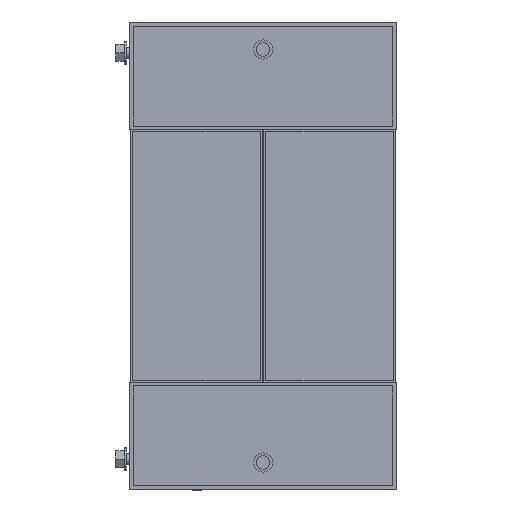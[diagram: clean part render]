
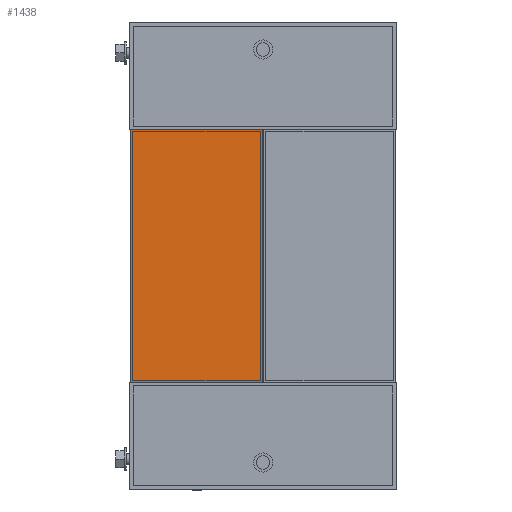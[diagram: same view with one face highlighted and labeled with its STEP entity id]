
A CAD part, left-side view. The second image highlights one B-rep face of the part: STEP entity #1438.
In plain terms, the highlighted planar face has unit normal (-1, 0, 0).
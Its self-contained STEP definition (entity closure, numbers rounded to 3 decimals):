
#338 = LINE ( 'NONE', #10112, #12806 ) ;
#505 = LINE ( 'NONE', #14121, #15803 ) ;
#538 = ORIENTED_EDGE ( 'NONE', *, *, #8216, .T. ) ;
#1438 = ADVANCED_FACE ( 'NONE', ( #17924 ), #5052, .T. ) ;
#1694 = CARTESIAN_POINT ( 'NONE',  ( 0., -99.5, 105. ) ) ;
#2170 = EDGE_CURVE ( 'NONE', #3597, #14102, #338, .T. ) ;
#2229 = ORIENTED_EDGE ( 'NONE', *, *, #15702, .T. ) ;
#2440 = DIRECTION ( 'NONE',  ( 0., 1., 0. ) ) ;
#3563 = VECTOR ( 'NONE', #2440, 1000. ) ;
#3597 = VERTEX_POINT ( 'NONE', #5724 ) ;
#3604 = DIRECTION ( 'NONE',  ( 0., 0., 1. ) ) ;
#5052 = PLANE ( 'NONE',  #10674 ) ;
#5140 = DIRECTION ( 'NONE',  ( 0., 0., 1. ) ) ;
#5469 = VECTOR ( 'NONE', #3604, 1000. ) ;
#5724 = CARTESIAN_POINT ( 'NONE',  ( 0., -0.5, 105. ) ) ;
#5951 = EDGE_LOOP ( 'NONE', ( #7511, #538, #15734, #2229 ) ) ;
#6077 = DIRECTION ( 'NONE',  ( 0., 0., -1. ) ) ;
#6339 = LINE ( 'NONE', #10525, #5469 ) ;
#7511 = ORIENTED_EDGE ( 'NONE', *, *, #17997, .T. ) ;
#7879 = CARTESIAN_POINT ( 'NONE',  ( 0., -0.5, 295. ) ) ;
#8216 = EDGE_CURVE ( 'NONE', #8300, #3597, #505, .T. ) ;
#8300 = VERTEX_POINT ( 'NONE', #7879 ) ;
#10112 = CARTESIAN_POINT ( 'NONE',  ( 0., -99.5, 105. ) ) ;
#10525 = CARTESIAN_POINT ( 'NONE',  ( 0., -99.5, 295. ) ) ;
#10674 = AXIS2_PLACEMENT_3D ( 'NONE', #16192, #16367, #5140 ) ;
#12806 = VECTOR ( 'NONE', #15688, 1000. ) ;
#13070 = VERTEX_POINT ( 'NONE', #14714 ) ;
#13377 = LINE ( 'NONE', #15225, #3563 ) ;
#14102 = VERTEX_POINT ( 'NONE', #1694 ) ;
#14121 = CARTESIAN_POINT ( 'NONE',  ( 0., -0.5, 295. ) ) ;
#14714 = CARTESIAN_POINT ( 'NONE',  ( 0., -99.5, 295. ) ) ;
#15225 = CARTESIAN_POINT ( 'NONE',  ( 0., -99.5, 295. ) ) ;
#15688 = DIRECTION ( 'NONE',  ( 0., -1., 0. ) ) ;
#15702 = EDGE_CURVE ( 'NONE', #14102, #13070, #6339, .T. ) ;
#15734 = ORIENTED_EDGE ( 'NONE', *, *, #2170, .T. ) ;
#15803 = VECTOR ( 'NONE', #6077, 1000. ) ;
#16192 = CARTESIAN_POINT ( 'NONE',  ( 0., 0., 0. ) ) ;
#16367 = DIRECTION ( 'NONE',  ( -1., 0., 0. ) ) ;
#17924 = FACE_OUTER_BOUND ( 'NONE', #5951, .T. ) ;
#17997 = EDGE_CURVE ( 'NONE', #13070, #8300, #13377, .T. ) ;
